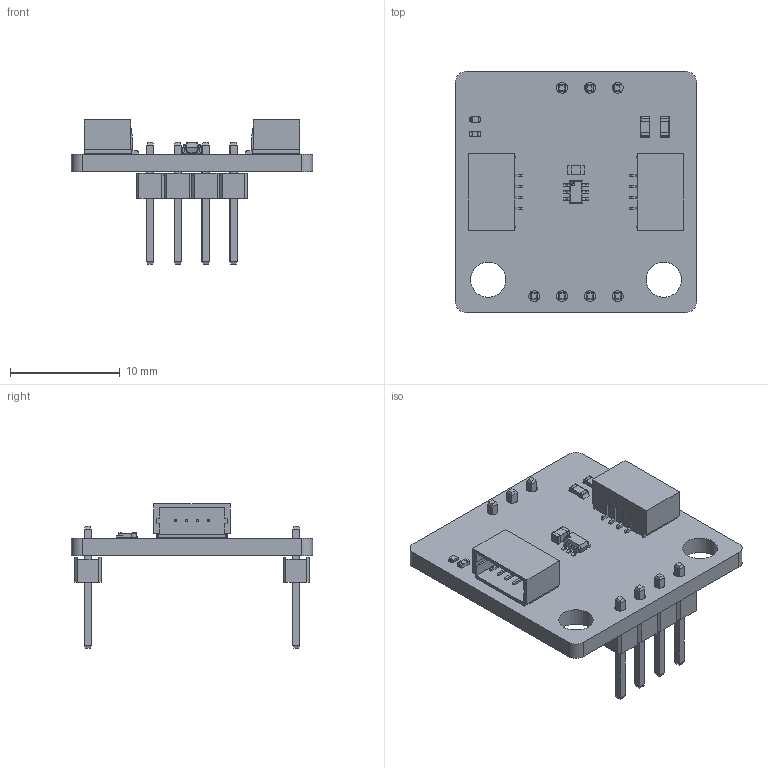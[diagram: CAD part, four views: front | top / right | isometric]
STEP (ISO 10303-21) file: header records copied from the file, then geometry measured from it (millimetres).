
FILE_DESCRIPTION(('KiCad electronic assembly'),'2;1');
FILE_NAME('Digipot_5k_MCP4018_breakout_3D.step','2022-01-13T08:37:29',( 'Pcbnew'),('Kicad'),'Open CASCADE STEP processor 7.5', 'KiCad to STEP converter','Unknown');
FILE_SCHEMA(('AUTOMOTIVE_DESIGN { 1 0 10303 214 1 1 1 1 }'));
Length unit declared in the file: millimetre
Products named in the file (18): Digipot_5k_MCP4018_breakout_3D 1; SC70-6; SOLID; easyC connector; 0603R; 0603C; COMPOUND; 0402R; 0402LED; 4x_Male_Pin_2.54_mm; 3x_Male_Pin_2.54_mm
Assembly tree (19 placements, depth 3):
  Digipot_5k_MCP4018_breakout_3D 1
    SC70-6
      SOLID
    easyC connector  x2
      SOLID
    0603R  x2
      SOLID
    0603C
      COMPOUND
    0402R
      COMPOUND
    0402LED
      COMPOUND
    4x_Male_Pin_2.54_mm
      COMPOUND
    3x_Male_Pin_2.54_mm
      COMPOUND
    COMPOUND
Bounding box: 22 x 22 x 13.15 mm (x, y, z)
Volume: 930.5 mm3; surface area: 1998.9 mm2
Topology: 27 solids, 27 shells, 856 faces, 2115 edges, 1314 vertices
Faces by surface type: bspline 837, cylinder 13, plane 6
Full cylindrical faces by diameter (mm): 1 x7, 3.2 x2
Entity records: 39957 total; most frequent: CARTESIAN_POINT 15250, B_SPLINE_CURVE_WITH_KNOTS 4524, ORIENTED_EDGE 3358, PCURVE 3358, DEFINITIONAL_REPRESENTATION 3358, EDGE_CURVE 1679, SURFACE_CURVE 1670, VERTEX_POINT 1058
